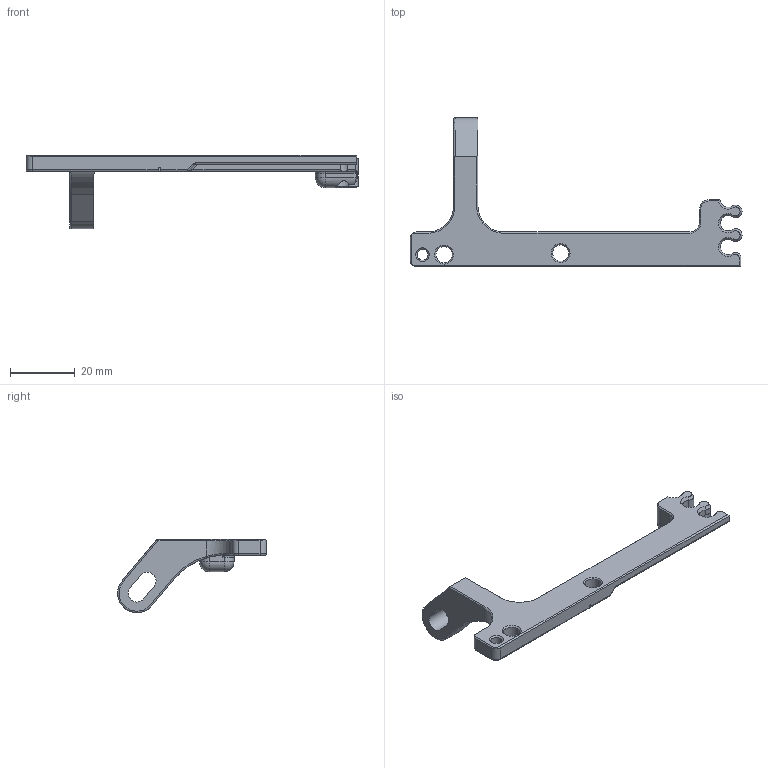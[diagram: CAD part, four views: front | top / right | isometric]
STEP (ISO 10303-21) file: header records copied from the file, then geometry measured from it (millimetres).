
FILE_DESCRIPTION (( 'STEP AP214' ), '1' );
FILE_NAME ('hinge_pi_side^psu_octopus_spider_and_pi_mount.STEP', '2021-09-06T13:06:43', ( '' ), ( '' ), 'SwSTEP 2.0', 'SolidWorks 2021', '' );
FILE_SCHEMA (( 'AUTOMOTIVE_DESIGN' ));
Length unit declared in the file: millimetre
Products named in the file (1): hinge_pi_side^psu_octopus_spider_and_pi_mount
Bounding box: 102.45 x 45.97 x 22.69 mm (x, y, z)
Volume: 7636 mm3; surface area: 5293.3 mm2
Topology: 1 solids, 1 shells, 121 faces, 303 edges, 181 vertices
Faces by surface type: cylinder 43, plane 39, cone 23, torus 7, bspline 6, sphere 3
Entity records: 4904 total; most frequent: CARTESIAN_POINT 2007, DIRECTION 610, ORIENTED_EDGE 600, EDGE_CURVE 300, AXIS2_PLACEMENT_3D 228, VERTEX_POINT 181, LINE 154, VECTOR 154
